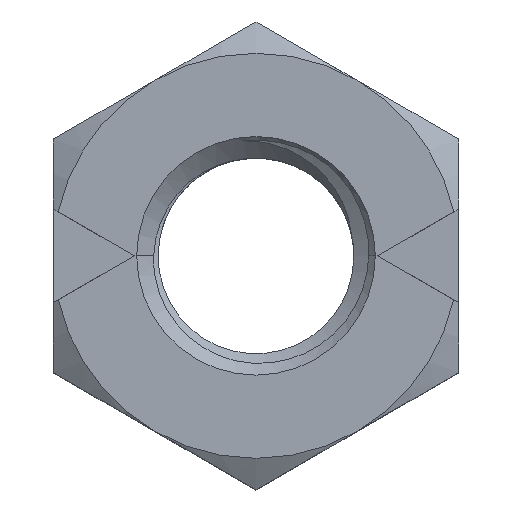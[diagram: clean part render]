
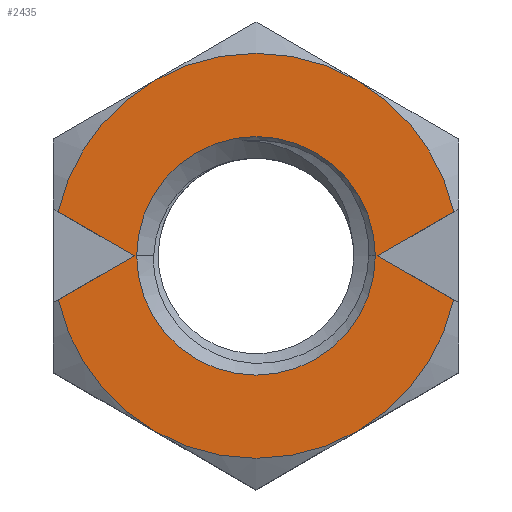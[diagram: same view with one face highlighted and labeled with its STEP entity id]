
A CAD part, top view. The second image highlights one B-rep face of the part: STEP entity #2435.
In plain terms, the highlighted planar face has unit normal (0, 0, 1).
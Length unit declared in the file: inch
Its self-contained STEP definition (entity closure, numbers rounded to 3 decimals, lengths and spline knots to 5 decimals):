
#20 = CARTESIAN_POINT ( 'NONE',  ( 0., 0., 0.21875 ) ) ;
#69 = EDGE_CURVE ( 'NONE', #769, #637, #1740, .T. ) ;
#83 = EDGE_CURVE ( 'NONE', #2642, #592, #212, .T. ) ;
#103 = FACE_BOUND ( 'NONE', #1497, .T. ) ;
#138 = CARTESIAN_POINT ( 'NONE',  ( -0.21354, -0.04744, 0.21875 ) ) ;
#147 = CIRCLE ( 'NONE', #2034, 0.21875 ) ;
#209 = VECTOR ( 'NONE', #1932, 39.37008 ) ;
#212 = CIRCLE ( 'NONE', #1949, 0.12887 ) ;
#218 = EDGE_CURVE ( 'NONE', #1510, #2504, #1306, .T. ) ;
#238 = DIRECTION ( 'NONE',  ( 0., 0., -1. ) ) ;
#240 = CIRCLE ( 'NONE', #2518, 0.12887 ) ;
#256 = CARTESIAN_POINT ( 'NONE',  ( -0.21875, -0.05045, 0.21875 ) ) ;
#263 = CARTESIAN_POINT ( 'NONE',  ( -0.21875, 0.37889, 0.21875 ) ) ;
#266 = DIRECTION ( 'NONE',  ( 0.866, -0.5, 0. ) ) ;
#299 = CARTESIAN_POINT ( 'NONE',  ( 0.13137, 0., 0.21875 ) ) ;
#305 = DIRECTION ( 'NONE',  ( 0., 0., -1. ) ) ;
#318 = VERTEX_POINT ( 'NONE', #886 ) ;
#328 = DIRECTION ( 'NONE',  ( 0., 0., 1. ) ) ;
#355 = ORIENTED_EDGE ( 'NONE', *, *, #1020, .F. ) ;
#435 = AXIS2_PLACEMENT_3D ( 'NONE', #802, #1861, #1230 ) ;
#438 = CARTESIAN_POINT ( 'NONE',  ( 0., 0., 0.21875 ) ) ;
#451 = DIRECTION ( 'NONE',  ( 1., 0., 0. ) ) ;
#469 = VERTEX_POINT ( 'NONE', #504 ) ;
#471 = CIRCLE ( 'NONE', #627, 0.21875 ) ;
#504 = CARTESIAN_POINT ( 'NONE',  ( -0.10938, -0.18944, 0.21875 ) ) ;
#590 = CARTESIAN_POINT ( 'NONE',  ( 0.21354, -0.04744, 0.21875 ) ) ;
#592 = VERTEX_POINT ( 'NONE', #764 ) ;
#627 = AXIS2_PLACEMENT_3D ( 'NONE', #1543, #305, #1355 ) ;
#637 = VERTEX_POINT ( 'NONE', #2004 ) ;
#762 = LINE ( 'NONE', #1506, #1665 ) ;
#764 = CARTESIAN_POINT ( 'NONE',  ( -0.12887, 0., 0.21875 ) ) ;
#769 = VERTEX_POINT ( 'NONE', #590 ) ;
#770 = CARTESIAN_POINT ( 'NONE',  ( 0., 0., 0.21875 ) ) ;
#775 = EDGE_CURVE ( 'NONE', #2074, #1510, #1576, .T. ) ;
#790 = ORIENTED_EDGE ( 'NONE', *, *, #1324, .F. ) ;
#802 = CARTESIAN_POINT ( 'NONE',  ( 0., 0., 0.21875 ) ) ;
#806 = DIRECTION ( 'NONE',  ( 1., 0., 0. ) ) ;
#819 = EDGE_CURVE ( 'NONE', #318, #2074, #2059, .T. ) ;
#836 = AXIS2_PLACEMENT_3D ( 'NONE', #263, #1058, #2115 ) ;
#886 = CARTESIAN_POINT ( 'NONE',  ( -0.13137, 0., 0.21875 ) ) ;
#926 = CARTESIAN_POINT ( 'NONE',  ( 0.21354, 0.04744, 0.21875 ) ) ;
#944 = DIRECTION ( 'NONE',  ( 1., 0., 0. ) ) ;
#994 = VERTEX_POINT ( 'NONE', #299 ) ;
#1013 = ORIENTED_EDGE ( 'NONE', *, *, #1539, .F. ) ;
#1020 = EDGE_CURVE ( 'NONE', #592, #2642, #240, .T. ) ;
#1035 = DIRECTION ( 'NONE',  ( 1., 0., 0. ) ) ;
#1058 = DIRECTION ( 'NONE',  ( 0., 0., 1. ) ) ;
#1076 = AXIS2_PLACEMENT_3D ( 'NONE', #438, #1224, #1648 ) ;
#1085 = ORIENTED_EDGE ( 'NONE', *, *, #83, .F. ) ;
#1098 = VERTEX_POINT ( 'NONE', #138 ) ;
#1112 = ORIENTED_EDGE ( 'NONE', *, *, #69, .F. ) ;
#1119 = EDGE_LOOP ( 'NONE', ( #1013, #790, #2134, #1447, #1600, #1909, #2108, #2459, #1720, #1112 ) ) ;
#1224 = DIRECTION ( 'NONE',  ( 0., 0., -1. ) ) ;
#1230 = DIRECTION ( 'NONE',  ( 1., 0., 0. ) ) ;
#1254 = CARTESIAN_POINT ( 'NONE',  ( -0.13137, 0., 0.21875 ) ) ;
#1302 = LINE ( 'NONE', #256, #2275 ) ;
#1306 = CIRCLE ( 'NONE', #1473, 0.21875 ) ;
#1324 = EDGE_CURVE ( 'NONE', #1857, #994, #1862, .T. ) ;
#1355 = DIRECTION ( 'NONE',  ( 1., 0., 0. ) ) ;
#1368 = DIRECTION ( 'NONE',  ( 0., 0., -1. ) ) ;
#1383 = EDGE_CURVE ( 'NONE', #1098, #318, #1302, .T. ) ;
#1388 = AXIS2_PLACEMENT_3D ( 'NONE', #770, #1368, #806 ) ;
#1417 = EDGE_CURVE ( 'NONE', #637, #469, #147, .T. ) ;
#1447 = ORIENTED_EDGE ( 'NONE', *, *, #218, .F. ) ;
#1473 = AXIS2_PLACEMENT_3D ( 'NONE', #20, #238, #451 ) ;
#1497 = EDGE_LOOP ( 'NONE', ( #1085, #355 ) ) ;
#1506 = CARTESIAN_POINT ( 'NONE',  ( 0.21875, -0.05045, 0.21875 ) ) ;
#1510 = VERTEX_POINT ( 'NONE', #1940 ) ;
#1539 = EDGE_CURVE ( 'NONE', #994, #769, #762, .T. ) ;
#1543 = CARTESIAN_POINT ( 'NONE',  ( 0., 0., 0.21875 ) ) ;
#1576 = CIRCLE ( 'NONE', #1076, 0.21875 ) ;
#1600 = ORIENTED_EDGE ( 'NONE', *, *, #775, .F. ) ;
#1601 = CIRCLE ( 'NONE', #435, 0.21875 ) ;
#1648 = DIRECTION ( 'NONE',  ( -1., 0., 0. ) ) ;
#1655 = EDGE_CURVE ( 'NONE', #469, #1098, #1601, .T. ) ;
#1664 = DIRECTION ( 'NONE',  ( -0.866, 0.5, 0. ) ) ;
#1665 = VECTOR ( 'NONE', #266, 39.37008 ) ;
#1711 = DIRECTION ( 'NONE',  ( 0.866, 0.5, 0. ) ) ;
#1720 = ORIENTED_EDGE ( 'NONE', *, *, #1417, .F. ) ;
#1738 = CARTESIAN_POINT ( 'NONE',  ( 0.13137, 0., 0.21875 ) ) ;
#1740 = CIRCLE ( 'NONE', #1388, 0.21875 ) ;
#1817 = DIRECTION ( 'NONE',  ( 1., 0., 0. ) ) ;
#1857 = VERTEX_POINT ( 'NONE', #926 ) ;
#1861 = DIRECTION ( 'NONE',  ( 0., 0., -1. ) ) ;
#1862 = LINE ( 'NONE', #1738, #209 ) ;
#1908 = PLANE ( 'NONE',  #836 ) ;
#1909 = ORIENTED_EDGE ( 'NONE', *, *, #819, .F. ) ;
#1911 = CARTESIAN_POINT ( 'NONE',  ( 0., 0., 0.21875 ) ) ;
#1932 = DIRECTION ( 'NONE',  ( -0.866, -0.5, 0. ) ) ;
#1940 = CARTESIAN_POINT ( 'NONE',  ( -0.10938, 0.18944, 0.21875 ) ) ;
#1949 = AXIS2_PLACEMENT_3D ( 'NONE', #2416, #2018, #944 ) ;
#1982 = EDGE_CURVE ( 'NONE', #2504, #1857, #471, .T. ) ;
#1987 = CARTESIAN_POINT ( 'NONE',  ( -0.21354, 0.04744, 0.21875 ) ) ;
#2004 = CARTESIAN_POINT ( 'NONE',  ( 0.10938, -0.18944, 0.21875 ) ) ;
#2018 = DIRECTION ( 'NONE',  ( 0., 0., 1. ) ) ;
#2034 = AXIS2_PLACEMENT_3D ( 'NONE', #1911, #2284, #1035 ) ;
#2059 = LINE ( 'NONE', #1254, #2532 ) ;
#2074 = VERTEX_POINT ( 'NONE', #1987 ) ;
#2108 = ORIENTED_EDGE ( 'NONE', *, *, #1383, .F. ) ;
#2115 = DIRECTION ( 'NONE',  ( 1., 0., 0. ) ) ;
#2134 = ORIENTED_EDGE ( 'NONE', *, *, #1982, .F. ) ;
#2272 = CARTESIAN_POINT ( 'NONE',  ( 0.12887, 0., 0.21875 ) ) ;
#2275 = VECTOR ( 'NONE', #1711, 39.37008 ) ;
#2284 = DIRECTION ( 'NONE',  ( 0., 0., -1. ) ) ;
#2363 = CARTESIAN_POINT ( 'NONE',  ( 0.10938, 0.18944, 0.21875 ) ) ;
#2392 = CARTESIAN_POINT ( 'NONE',  ( 0., 0., 0.21875 ) ) ;
#2416 = CARTESIAN_POINT ( 'NONE',  ( 0., 0., 0.21875 ) ) ;
#2435 = ADVANCED_FACE ( 'NONE', ( #2483, #103 ), #1908, .T. ) ;
#2459 = ORIENTED_EDGE ( 'NONE', *, *, #1655, .F. ) ;
#2483 = FACE_OUTER_BOUND ( 'NONE', #1119, .T. ) ;
#2504 = VERTEX_POINT ( 'NONE', #2363 ) ;
#2518 = AXIS2_PLACEMENT_3D ( 'NONE', #2392, #328, #1817 ) ;
#2532 = VECTOR ( 'NONE', #1664, 39.37008 ) ;
#2642 = VERTEX_POINT ( 'NONE', #2272 ) ;
